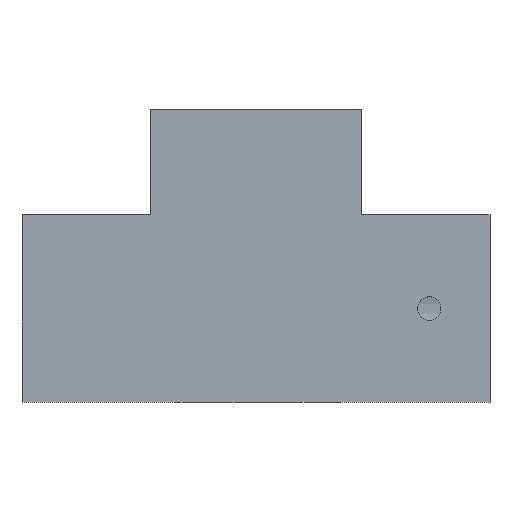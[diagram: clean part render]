
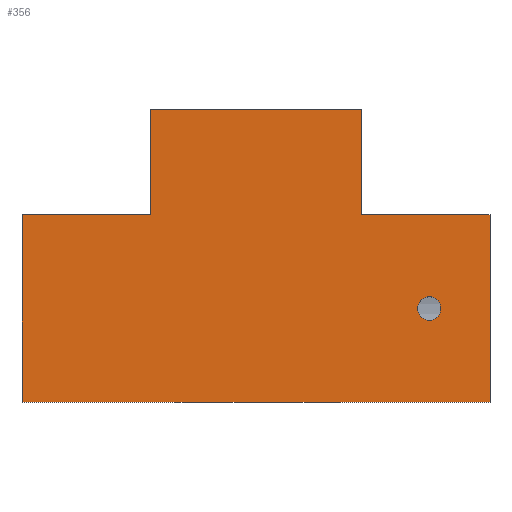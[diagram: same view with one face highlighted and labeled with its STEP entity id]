
A CAD part, top view. The second image highlights one B-rep face of the part: STEP entity #356.
In plain terms, the highlighted planar face has unit normal (0, 0, 1).
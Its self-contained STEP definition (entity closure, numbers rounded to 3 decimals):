
#20=FACE_BOUND('',#78,.T.);
#34=PLANE('',#410);
#53=FACE_OUTER_BOUND('',#77,.T.);
#77=EDGE_LOOP('',(#318,#319,#320,#321,#322,#323,#324,#325));
#78=EDGE_LOOP('',(#326,#327));
#91=LINE('',#561,#123);
#93=LINE('',#567,#125);
#97=LINE('',#573,#129);
#98=LINE('',#576,#130);
#103=LINE('',#585,#135);
#107=LINE('',#602,#139);
#111=LINE('',#610,#143);
#112=LINE('',#612,#144);
#123=VECTOR('',#462,10.);
#125=VECTOR('',#466,10.);
#129=VECTOR('',#472,10.);
#130=VECTOR('',#475,10.);
#135=VECTOR('',#482,10.);
#139=VECTOR('',#500,10.);
#143=VECTOR('',#508,10.);
#144=VECTOR('',#511,10.);
#145=CIRCLE('',#379,0.5);
#146=CIRCLE('',#380,0.5);
#160=VERTEX_POINT('',#516);
#161=VERTEX_POINT('',#517);
#174=VERTEX_POINT('',#555);
#176=VERTEX_POINT('',#559);
#177=VERTEX_POINT('',#563);
#179=VERTEX_POINT('',#566);
#181=VERTEX_POINT('',#575);
#184=VERTEX_POINT('',#583);
#190=VERTEX_POINT('',#600);
#192=VERTEX_POINT('',#608);
#193=EDGE_CURVE('',#160,#161,#145,.T.);
#194=EDGE_CURVE('',#161,#160,#146,.T.);
#214=EDGE_CURVE('',#174,#176,#91,.T.);
#216=EDGE_CURVE('',#177,#179,#93,.T.);
#220=EDGE_CURVE('',#179,#176,#97,.T.);
#221=EDGE_CURVE('',#174,#181,#98,.T.);
#226=EDGE_CURVE('',#184,#177,#103,.T.);
#234=EDGE_CURVE('',#190,#184,#107,.T.);
#238=EDGE_CURVE('',#190,#192,#111,.T.);
#239=EDGE_CURVE('',#181,#192,#112,.T.);
#318=ORIENTED_EDGE('',*,*,#238,.T.);
#319=ORIENTED_EDGE('',*,*,#239,.F.);
#320=ORIENTED_EDGE('',*,*,#221,.F.);
#321=ORIENTED_EDGE('',*,*,#214,.T.);
#322=ORIENTED_EDGE('',*,*,#220,.F.);
#323=ORIENTED_EDGE('',*,*,#216,.F.);
#324=ORIENTED_EDGE('',*,*,#226,.F.);
#325=ORIENTED_EDGE('',*,*,#234,.F.);
#326=ORIENTED_EDGE('',*,*,#193,.T.);
#327=ORIENTED_EDGE('',*,*,#194,.T.);
#356=ADVANCED_FACE('',(#53,#20),#34,.T.);
#379=AXIS2_PLACEMENT_3D('',#518,#416,#417);
#380=AXIS2_PLACEMENT_3D('',#519,#418,#419);
#410=AXIS2_PLACEMENT_3D('',#611,#509,#510);
#416=DIRECTION('center_axis',(0.,0.,-1.));
#417=DIRECTION('ref_axis',(1.,0.,0.));
#418=DIRECTION('center_axis',(0.,0.,-1.));
#419=DIRECTION('ref_axis',(1.,0.,0.));
#462=DIRECTION('',(0.,1.,0.));
#466=DIRECTION('',(0.,1.,0.));
#472=DIRECTION('',(1.,0.,0.));
#475=DIRECTION('',(1.,0.,0.));
#482=DIRECTION('',(1.,0.,0.));
#500=DIRECTION('',(0.,1.,0.));
#508=DIRECTION('',(1.,0.,0.));
#509=DIRECTION('center_axis',(0.,0.,1.));
#510=DIRECTION('ref_axis',(0.,-1.,0.));
#511=DIRECTION('',(0.,-1.,0.));
#516=CARTESIAN_POINT('',(7.9,0.,4.));
#517=CARTESIAN_POINT('',(6.9,0.,4.));
#518=CARTESIAN_POINT('Origin',(7.4,0.,4.));
#519=CARTESIAN_POINT('Origin',(7.4,0.,4.));
#555=CARTESIAN_POINT('',(4.5,4.,4.));
#559=CARTESIAN_POINT('',(4.5,8.5,4.));
#561=CARTESIAN_POINT('',(4.5,4.,4.));
#563=CARTESIAN_POINT('',(-4.5,4.,4.));
#566=CARTESIAN_POINT('',(-4.5,8.5,4.));
#567=CARTESIAN_POINT('',(-4.5,4.,4.));
#573=CARTESIAN_POINT('',(-10.,8.5,4.));
#575=CARTESIAN_POINT('',(10.,4.,4.));
#576=CARTESIAN_POINT('',(0.,4.,4.));
#583=CARTESIAN_POINT('',(-10.,4.,4.));
#585=CARTESIAN_POINT('',(0.,4.,4.));
#600=CARTESIAN_POINT('',(-10.,-4.,4.));
#602=CARTESIAN_POINT('',(-10.,4.,4.));
#608=CARTESIAN_POINT('',(10.,-4.,4.));
#610=CARTESIAN_POINT('',(0.,-4.,4.));
#611=CARTESIAN_POINT('Origin',(0.,4.,4.));
#612=CARTESIAN_POINT('',(10.,4.,4.));
